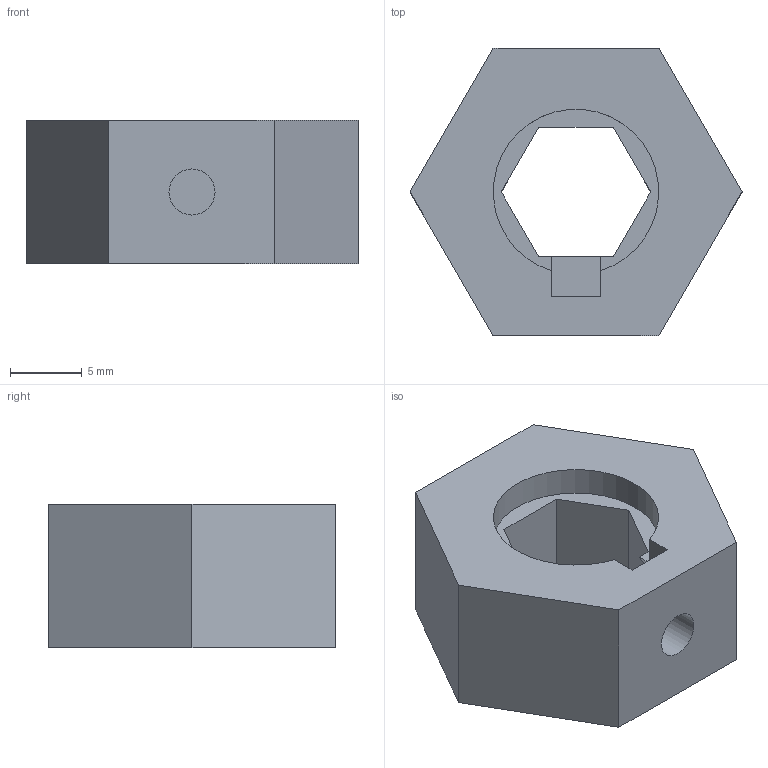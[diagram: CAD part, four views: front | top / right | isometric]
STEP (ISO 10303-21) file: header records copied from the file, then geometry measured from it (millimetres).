
FILE_DESCRIPTION(/* description */ (''),/* implementation_level */ '2;1');
FILE_NAME(/* name */ 'edff354c-2849-41e9-894c-13afb46bb00c.stp',/* time_stamp */ '2017-06-06T12:07:10-04:00',/* author */ (''),/* organization */ (''),/* preprocessor_version */ 'ST-DEVELOPER v16.13',/* originating_system */ 'Autodesk Translation Framework v6.1.1.50',/* authorisation */ '');
FILE_SCHEMA (('AUTOMOTIVE_DESIGN { 1 0 10303 214 3 1 1 }'));
Length unit declared in the file: millimetre
Products named in the file (1): Pen Clamp
Bounding box: 23.09 x 20 x 10 mm (x, y, z)
Volume: 2575 mm3; surface area: 1626.2 mm2
Topology: 1 solids, 1 shells, 27 faces, 74 edges, 49 vertices
Faces by surface type: plane 25, cylinder 2
Full cylindrical faces by diameter (mm): 3.2 x1
Entity records: 867 total; most frequent: CARTESIAN_POINT 148, ORIENTED_EDGE 144, DIRECTION 132, EDGE_CURVE 72, LINE 68, VECTOR 68, VERTEX_POINT 48, EDGE_LOOP 32
